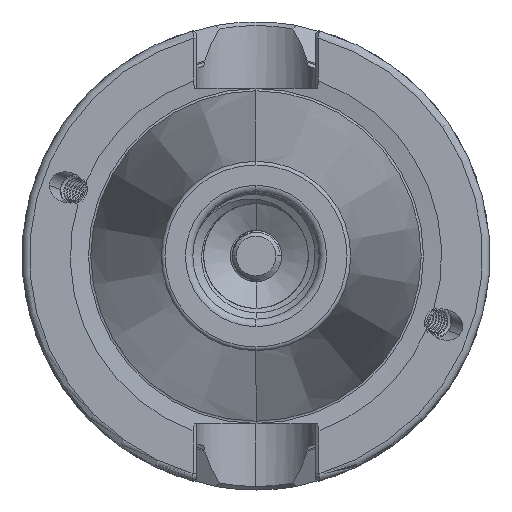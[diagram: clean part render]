
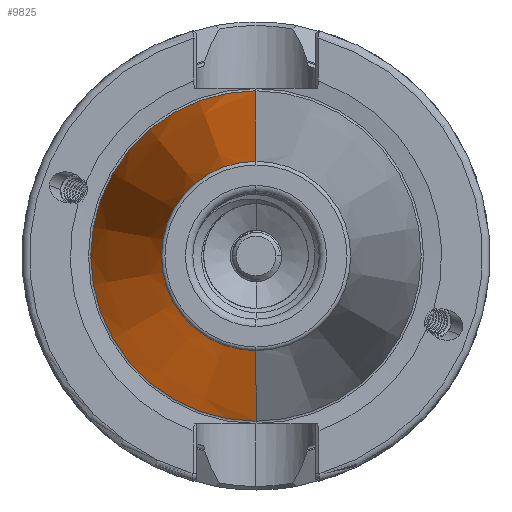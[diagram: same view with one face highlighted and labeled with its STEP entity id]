
A CAD part, left-side view. The second image highlights one B-rep face of the part: STEP entity #9825.
In plain terms, the highlighted conical face has half-angle 8.297 degrees and reference radius 22.24 mm.
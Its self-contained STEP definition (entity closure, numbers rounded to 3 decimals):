
#1154 = AXIS2_PLACEMENT_3D ( 'NONE', #16859, #16921, #16922 ) ;
#1627 = CARTESIAN_POINT ( 'NONE',  ( -0.9, 0., -22.24 ) ) ;
#1674 = CARTESIAN_POINT ( 'NONE',  ( -65.972, 0., -12.75 ) ) ;
#1706 = CARTESIAN_POINT ( 'NONE',  ( -0.9, 0., 22.24 ) ) ;
#2276 = CIRCLE ( 'NONE', #8523, 22.24 ) ;
#2383 = LINE ( 'NONE', #14463, #2392 ) ;
#2392 = VECTOR ( 'NONE', #14483, 1000. ) ;
#2402 = CIRCLE ( 'NONE', #8718, 12.75 ) ;
#2604 = LINE ( 'NONE', #14538, #2611 ) ;
#2611 = VECTOR ( 'NONE', #14506, 1000. ) ;
#7239 = CARTESIAN_POINT ( 'NONE',  ( -65.972, 0., 12.75 ) ) ;
#8523 = AXIS2_PLACEMENT_3D ( 'NONE', #14589, #14584, #14582 ) ;
#8718 = AXIS2_PLACEMENT_3D ( 'NONE', #14284, #14275, #14286 ) ;
#9825 = ADVANCED_FACE ( 'NONE', ( #13903 ), #13929, .T. ) ;
#13903 = FACE_OUTER_BOUND ( 'NONE', #17901, .T. ) ;
#13929 = CONICAL_SURFACE ( 'NONE', #1154, 22.24, 0.145 ) ;
#14275 = DIRECTION ( 'NONE',  ( 1., 0., 0. ) ) ;
#14284 = CARTESIAN_POINT ( 'NONE',  ( -65.972, 0., 0. ) ) ;
#14286 = DIRECTION ( 'NONE',  ( 0., 0., -1. ) ) ;
#14463 = CARTESIAN_POINT ( 'NONE',  ( -0.9, 0., 22.24 ) ) ;
#14483 = DIRECTION ( 'NONE',  ( 0.99, 0., 0.144 ) ) ;
#14506 = DIRECTION ( 'NONE',  ( 0.99, 0., -0.144 ) ) ;
#14538 = CARTESIAN_POINT ( 'NONE',  ( -0.9, 0., -22.24 ) ) ;
#14582 = DIRECTION ( 'NONE',  ( 0., 0., -1. ) ) ;
#14584 = DIRECTION ( 'NONE',  ( 1., 0., 0. ) ) ;
#14589 = CARTESIAN_POINT ( 'NONE',  ( -0.9, 0., 0. ) ) ;
#16859 = CARTESIAN_POINT ( 'NONE',  ( -0.9, 0., 0. ) ) ;
#16921 = DIRECTION ( 'NONE',  ( 1., 0., 0. ) ) ;
#16922 = DIRECTION ( 'NONE',  ( 0., 0., -1. ) ) ;
#17083 = VERTEX_POINT ( 'NONE', #1627 ) ;
#17091 = VERTEX_POINT ( 'NONE', #1674 ) ;
#17093 = VERTEX_POINT ( 'NONE', #1706 ) ;
#17363 = EDGE_CURVE ( 'NONE', #17091, #20609, #2402, .T. ) ;
#17393 = EDGE_CURVE ( 'NONE', #20609, #17093, #2383, .T. ) ;
#17401 = EDGE_CURVE ( 'NONE', #17091, #17083, #2604, .T. ) ;
#17409 = EDGE_CURVE ( 'NONE', #17083, #17093, #2276, .T. ) ;
#17901 = EDGE_LOOP ( 'NONE', ( #20878, #20762, #20735, #20885 ) ) ;
#20609 = VERTEX_POINT ( 'NONE', #7239 ) ;
#20735 = ORIENTED_EDGE ( 'NONE', *, *, #17409, .F. ) ;
#20762 = ORIENTED_EDGE ( 'NONE', *, *, #17393, .T. ) ;
#20878 = ORIENTED_EDGE ( 'NONE', *, *, #17363, .T. ) ;
#20885 = ORIENTED_EDGE ( 'NONE', *, *, #17401, .F. ) ;
